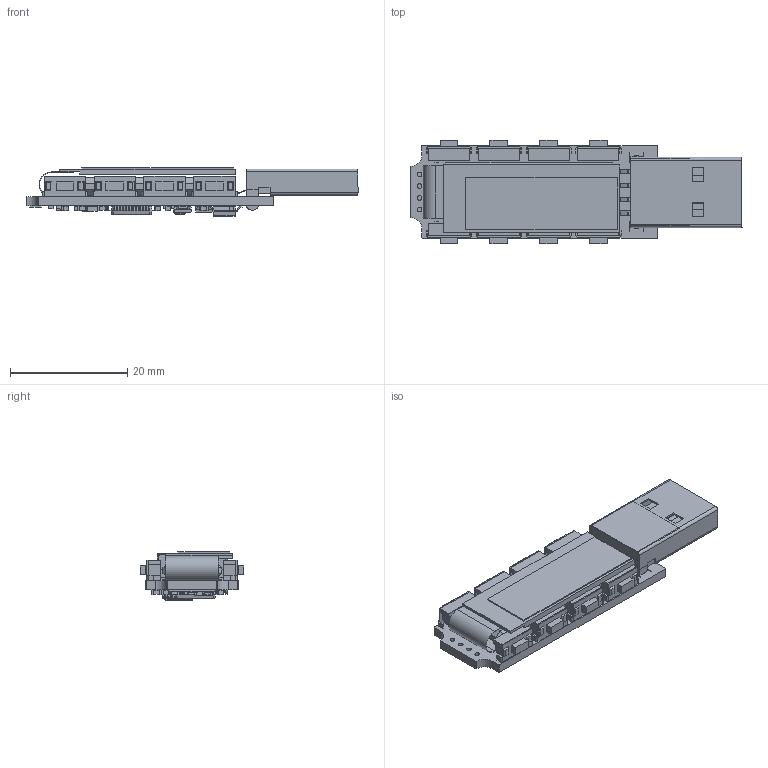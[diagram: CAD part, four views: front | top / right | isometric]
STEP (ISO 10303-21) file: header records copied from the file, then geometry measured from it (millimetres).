
FILE_DESCRIPTION(('Open CASCADE Model'),'2;1');
FILE_NAME('Open CASCADE Shape Model','2022-02-28T14:09:24',('Author'),( 'Open CASCADE'),'Open CASCADE STEP processor 6.8','Open CASCADE 6.8' ,'Unknown');
FILE_SCHEMA(('AUTOMOTIVE_DESIGN { 1 0 10303 214 1 1 1 1 }'));
Length unit declared in the file: millimetre
Products named in the file (73): PCB; Board; Open CASCADE STEP translator 6.8 2.1.1; C8; User_Library-cap_0603-1; C6; R8; User_Library-RESC1608X05N; C12; C13; SW4; Button; SW3; SW2; SW5; SW8; SW7; SW6; R6; Q1; 6111664272; Body; PinsArrayL; FilletPinR; C2; XP1; XP2; 7190151440; Extruded; Y1; 6111665312; Pins; C10; C9; DD2; 6112459824; PinsArrayLR; ThermalPad; C11; C3 ...
Assembly tree (104 placements, depth 4):
  PCB
    Board
      Open CASCADE STEP translator 6.8 2.1.1
    C8
      User_Library-cap_0603-1
    C6
      User_Library-cap_0603-1
    R8
      User_Library-RESC1608X05N
    C12
      User_Library-cap_0603-1
    C13
      User_Library-cap_0603-1
    SW4
      Button
    SW3
      Button
    SW2
      Button
    SW5
      Button
    SW8
      Button
    SW7
      Button
    SW6
      Button
    R6
      User_Library-RESC1608X05N
    Q1
      6111664272
        Body
        PinsArrayL
        FilletPinR
    C2
      User_Library-cap_0603-1
    XP1
    XP2
      7190151440
        Extruded
    Y1
      6111665312
        Body
        Pins
    C10
      User_Library-cap_0603-1
    C9
      User_Library-cap_0603-1
    DD2
      6112459824
        Body
        PinsArrayLR
        ThermalPad
    C11
      User_Library-cap_0603-1
    C3
      User_Library-cap_0603-1
    C1
      User_Library-cap_0603-1
    R5
Bounding box: 56.6 x 17.58 x 8.24 mm (x, y, z)
Volume: 3546.3 mm3; surface area: 7254 mm2
Topology: 81 solids, 81 shells, 5074 faces, 12796 edges, 7826 vertices
Faces by surface type: plane 2323, bspline 1370, cylinder 1221, sphere 144, cone 16
Full cylindrical faces by diameter (mm): 0.16 x1, 0.163 x1, 0.487 x1, 0.8 x38, 1.4 x2
Entity records: 60159 total; most frequent: CARTESIAN_POINT 11531, ORIENTED_EDGE 9244, DIRECTION 8603, EDGE_CURVE 4618, LINE 3411, VECTOR 3411, VERTEX_POINT 2932, AXIS2_PLACEMENT_3D 2596
